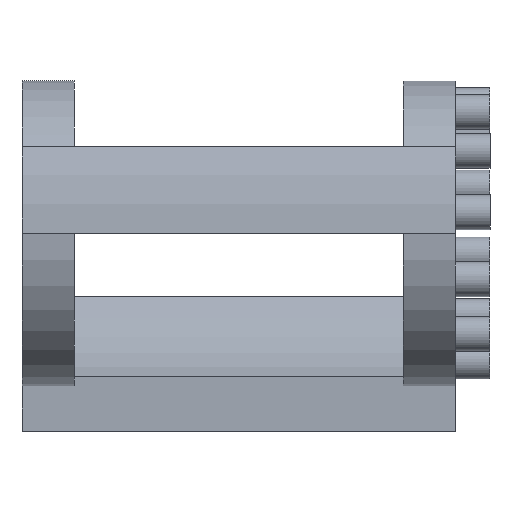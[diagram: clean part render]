
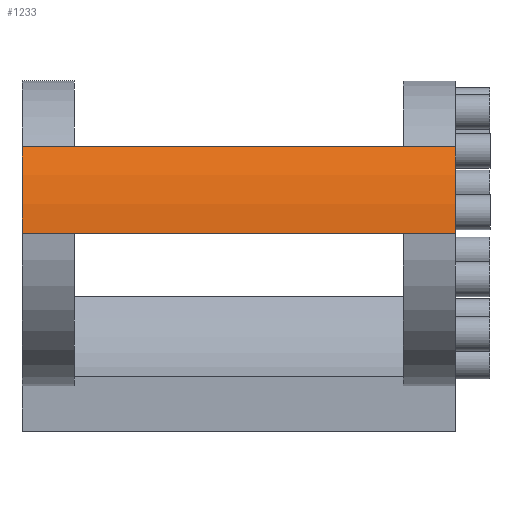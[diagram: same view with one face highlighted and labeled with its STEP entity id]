
A CAD part, left-side view. The second image highlights one B-rep face of the part: STEP entity #1233.
In plain terms, the highlighted cylindrical face has radius 11.8 mm (diameter 23.6 mm), a partial arc.
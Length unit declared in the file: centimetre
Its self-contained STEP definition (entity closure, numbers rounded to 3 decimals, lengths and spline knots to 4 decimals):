
#7 = ORIENTED_EDGE ( 'NONE', *, *, #981, .T. ) ;
#17 = VERTEX_POINT ( 'NONE', #908 ) ;
#24 = EDGE_CURVE ( 'NONE', #508, #159, #416, .T. ) ;
#86 = CARTESIAN_POINT ( 'NONE',  ( 0., 0.3, 0. ) ) ;
#88 = LINE ( 'NONE', #1046, #665 ) ;
#159 = VERTEX_POINT ( 'NONE', #1783 ) ;
#296 = ORIENTED_EDGE ( 'NONE', *, *, #1364, .F. ) ;
#356 = DIRECTION ( 'NONE',  ( 0., 1., 0. ) ) ;
#416 = CIRCLE ( 'NONE', #1475, 1.18 ) ;
#433 = DIRECTION ( 'NONE',  ( 0., 0., 1. ) ) ;
#470 = VECTOR ( 'NONE', #1776, 100. ) ;
#493 = CARTESIAN_POINT ( 'NONE',  ( -1.18, 0.3, 0. ) ) ;
#508 = VERTEX_POINT ( 'NONE', #493 ) ;
#533 = ORIENTED_EDGE ( 'NONE', *, *, #24, .F. ) ;
#665 = VECTOR ( 'NONE', #1344, 100. ) ;
#703 = CARTESIAN_POINT ( 'NONE',  ( -1.18, -2.2, 0. ) ) ;
#777 = DIRECTION ( 'NONE',  ( 0., 0., 1. ) ) ;
#788 = DIRECTION ( 'NONE',  ( 0., 1., 0. ) ) ;
#871 = CARTESIAN_POINT ( 'NONE',  ( -1.18, -2.2, 0. ) ) ;
#908 = CARTESIAN_POINT ( 'NONE',  ( -1.0688, -2.2, 0.5 ) ) ;
#981 = EDGE_CURVE ( 'NONE', #17, #159, #88, .T. ) ;
#1044 = AXIS2_PLACEMENT_3D ( 'NONE', #1181, #788, #777 ) ;
#1046 = CARTESIAN_POINT ( 'NONE',  ( -1.0688, -2.2, 0.5 ) ) ;
#1140 = CYLINDRICAL_SURFACE ( 'NONE', #1419, 1.18 ) ;
#1181 = CARTESIAN_POINT ( 'NONE',  ( 0., -2.2, 0. ) ) ;
#1233 = ADVANCED_FACE ( 'NONE', ( #1726 ), #1140, .T. ) ;
#1301 = EDGE_LOOP ( 'NONE', ( #533, #296, #1653, #7 ) ) ;
#1330 = DIRECTION ( 'NONE',  ( 0., 0., 1. ) ) ;
#1344 = DIRECTION ( 'NONE',  ( 0., 1., 0. ) ) ;
#1364 = EDGE_CURVE ( 'NONE', #1606, #508, #1377, .T. ) ;
#1377 = LINE ( 'NONE', #703, #470 ) ;
#1402 = CIRCLE ( 'NONE', #1044, 1.18 ) ;
#1419 = AXIS2_PLACEMENT_3D ( 'NONE', #1546, #1692, #433 ) ;
#1475 = AXIS2_PLACEMENT_3D ( 'NONE', #86, #356, #1330 ) ;
#1546 = CARTESIAN_POINT ( 'NONE',  ( 0., -2.2, 0. ) ) ;
#1606 = VERTEX_POINT ( 'NONE', #871 ) ;
#1653 = ORIENTED_EDGE ( 'NONE', *, *, #1794, .T. ) ;
#1692 = DIRECTION ( 'NONE',  ( 0., 1., 0. ) ) ;
#1726 = FACE_OUTER_BOUND ( 'NONE', #1301, .T. ) ;
#1776 = DIRECTION ( 'NONE',  ( 0., 1., 0. ) ) ;
#1783 = CARTESIAN_POINT ( 'NONE',  ( -1.0688, 0.3, 0.5 ) ) ;
#1794 = EDGE_CURVE ( 'NONE', #1606, #17, #1402, .T. ) ;
